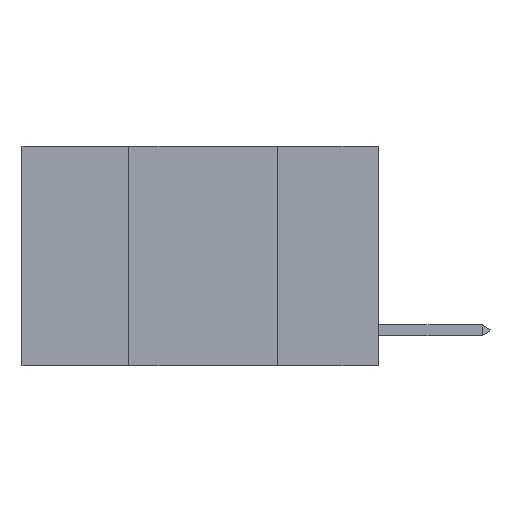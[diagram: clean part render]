
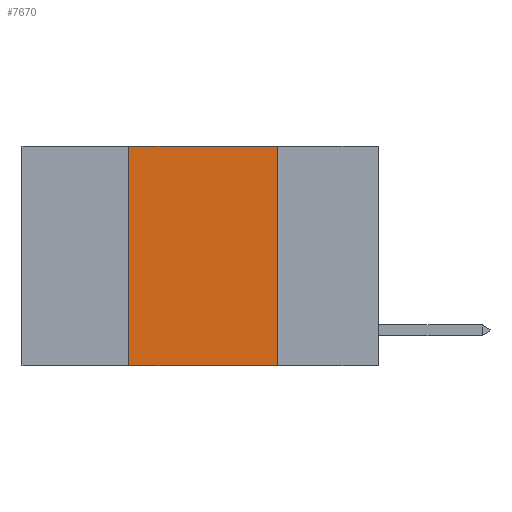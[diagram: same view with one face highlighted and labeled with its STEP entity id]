
A CAD part, left-side view. The second image highlights one B-rep face of the part: STEP entity #7670.
In plain terms, the highlighted planar face has unit normal (-1, 0, 0).
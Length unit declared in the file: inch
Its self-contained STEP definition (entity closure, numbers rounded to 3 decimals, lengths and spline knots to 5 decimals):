
#310 = ORIENTED_EDGE ( 'NONE', *, *, #10418, .F. ) ;
#598 = ORIENTED_EDGE ( 'NONE', *, *, #2002, .F. ) ;
#1012 = ORIENTED_EDGE ( 'NONE', *, *, #11022, .F. ) ;
#1128 = ORIENTED_EDGE ( 'NONE', *, *, #7279, .T. ) ;
#1189 = CARTESIAN_POINT ( 'NONE',  ( 0., 0.17, 0. ) ) ;
#1353 = AXIS2_PLACEMENT_3D ( 'NONE', #6943, #1369, #7858 ) ;
#1369 = DIRECTION ( 'NONE',  ( 1., 0., 0. ) ) ;
#2002 = EDGE_CURVE ( 'NONE', #8038, #2331, #2953, .T. ) ;
#2029 = EDGE_LOOP ( 'NONE', ( #310, #598, #1012, #1128 ) ) ;
#2317 = DIRECTION ( 'NONE',  ( 0., -1., 0. ) ) ;
#2331 = VERTEX_POINT ( 'NONE', #7423 ) ;
#2386 = VECTOR ( 'NONE', #3001, 39.37008 ) ;
#2484 = VERTEX_POINT ( 'NONE', #5799 ) ;
#2953 = LINE ( 'NONE', #11365, #9924 ) ;
#3001 = DIRECTION ( 'NONE',  ( 0., 0., 1. ) ) ;
#3685 = DIRECTION ( 'NONE',  ( 0., -1., 0. ) ) ;
#5799 = CARTESIAN_POINT ( 'NONE',  ( 0., 0.42, -0.37 ) ) ;
#6302 = VECTOR ( 'NONE', #6784, 39.37008 ) ;
#6784 = DIRECTION ( 'NONE',  ( 0., 0., -1. ) ) ;
#6943 = CARTESIAN_POINT ( 'NONE',  ( 0., 0.6, 0. ) ) ;
#7279 = EDGE_CURVE ( 'NONE', #2484, #7955, #11001, .T. ) ;
#7290 = LINE ( 'NONE', #8492, #2386 ) ;
#7313 = CARTESIAN_POINT ( 'NONE',  ( 0., 0.6, -0.37 ) ) ;
#7423 = CARTESIAN_POINT ( 'NONE',  ( 0., 0.17, 0. ) ) ;
#7670 = ADVANCED_FACE ( 'NONE', ( #11265 ), #9605, .F. ) ;
#7858 = DIRECTION ( 'NONE',  ( 0., 0., -1. ) ) ;
#7955 = VERTEX_POINT ( 'NONE', #9969 ) ;
#8038 = VERTEX_POINT ( 'NONE', #10961 ) ;
#8440 = LINE ( 'NONE', #1189, #6302 ) ;
#8492 = CARTESIAN_POINT ( 'NONE',  ( 0., 0.42, 0. ) ) ;
#8652 = VECTOR ( 'NONE', #3685, 39.37008 ) ;
#9605 = PLANE ( 'NONE',  #1353 ) ;
#9924 = VECTOR ( 'NONE', #2317, 39.37008 ) ;
#9969 = CARTESIAN_POINT ( 'NONE',  ( 0., 0.17, -0.37 ) ) ;
#10418 = EDGE_CURVE ( 'NONE', #2331, #7955, #8440, .T. ) ;
#10961 = CARTESIAN_POINT ( 'NONE',  ( 0., 0.42, 0. ) ) ;
#11001 = LINE ( 'NONE', #7313, #8652 ) ;
#11022 = EDGE_CURVE ( 'NONE', #2484, #8038, #7290, .T. ) ;
#11265 = FACE_OUTER_BOUND ( 'NONE', #2029, .T. ) ;
#11365 = CARTESIAN_POINT ( 'NONE',  ( 0., 0.6, 0. ) ) ;
